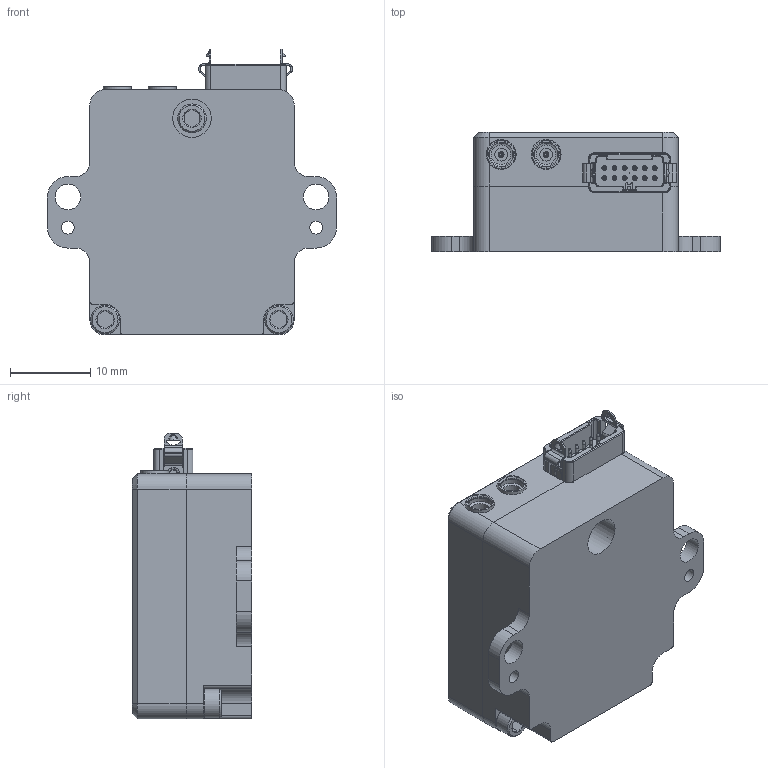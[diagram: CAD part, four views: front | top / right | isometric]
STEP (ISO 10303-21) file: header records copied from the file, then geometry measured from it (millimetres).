
FILE_DESCRIPTION(/* description */ (''),/* implementation_level */ '2;1');
FILE_NAME(/* name */ 'RUG-2.1-G2.step',/* time_stamp */ '2022-08-30T20:57:21-06:00',/* author */ (''),/* organization */ (''),/* preprocessor_version */ 'ST-DEVELOPER v19',/* originating_system */ 'Autodesk Translation Framework v11.7.0.108',/* authorisation */ '');
FILE_SCHEMA (('AUTOMOTIVE_DESIGN { 1 0 10303 214 3 1 1 }'));
Products named in the file (16): Housing Design IMX5 Rugged Units; IMX5 RUG-G2 Top; RUG_r2.1.0-G2 - IMX5 (PCB Only); J3; H1; g125-mv11205l1_asm; G125-3011296; G125-1030005; G125-414; J4; 135-3701-311_320_RGB3326705; IMX RUG-G2 Bottom; 92196A077_18-8 Stainless Steel Socket Head Screw (1); 92196A077_18-8 Stainless Steel Socket Head Screw; 92196A051_18-8 Stainless Steel Socket Head Screw; IMU Center Marker Front
Assembly tree (30 placements, depth 5):
  Housing Design IMX5 Rugged Units
    IMX5 RUG-G2 Top
    RUG_r2.1.0-G2 - IMX5 (PCB Only)
      J3
        135-3701-311_320_RGB3326705
      H1
        g125-mv11205l1_asm
          G125-3011296
          G125-1030005  x12
          G125-414  x2
      J4
        135-3701-311_320_RGB3326705
    IMX RUG-G2 Bottom
    92196A077_18-8 Stainless Steel Socket Head Screw  x2
    92196A077_18-8 Stainless Steel Socket Head Screw (1)
    92196A051_18-8 Stainless Steel Socket Head Screw  x2
    IMU Center Marker Front
Bounding box: 35.92 x 14.84 x 35.53 mm (x, y, z)
Volume: 3057.1 mm3; surface area: 7652.3 mm2
Topology: 25 solids, 25 shells, 2981 faces, 7176 edges, 4286 vertices
Faces by surface type: bspline 1499, plane 740, cylinder 415, torus 228, cone 99
Full cylindrical faces by diameter (mm): 0.05 x2, 0.1 x1, 0.127 x1, 0.4 x24, 0.41 x12, 0.457 x2, 0.711 x4, 1.112 x12, 1.245 x2, 1.524 x12, 1.575 x2, 1.595 x39, 1.6 x2, 1.783 x3, 2.184 x39, 2.261 x3, 2.438 x4, 2.883 x2, 3.023 x2, 3.175 x2, 3.454 x2, 3.572 x3, 3.708 x2, 4.775 x1
Entity records: 49403 total; most frequent: CARTESIAN_POINT 23264, ORIENTED_EDGE 5786, DIRECTION 4685, EDGE_CURVE 2893, VERTEX_POINT 1839, LINE 1611, VECTOR 1611, AXIS2_PLACEMENT_3D 1537
